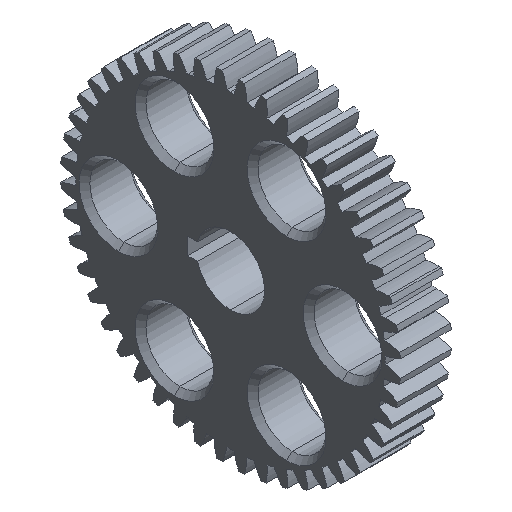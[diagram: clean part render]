
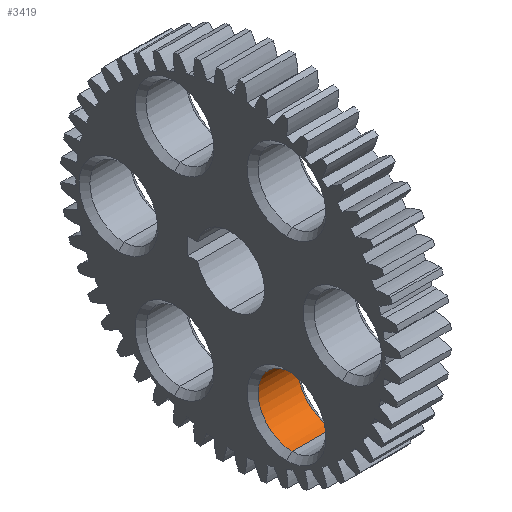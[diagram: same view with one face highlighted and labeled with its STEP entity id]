
A CAD part, isometric view. The second image highlights one B-rep face of the part: STEP entity #3419.
In plain terms, the highlighted cylindrical face has radius 6.35 mm (diameter 12.7 mm), a partial arc.
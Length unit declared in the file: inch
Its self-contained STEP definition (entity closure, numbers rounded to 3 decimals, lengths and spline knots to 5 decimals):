
#4 = CARTESIAN_POINT ( 'NONE',  ( 0., -0.4125, -0.46447 ) ) ;
#276 = LINE ( 'NONE', #5377, #3325 ) ;
#563 = ORIENTED_EDGE ( 'NONE', *, *, #3101, .T. ) ;
#612 = EDGE_CURVE ( 'NONE', #4658, #6891, #5887, .T. ) ;
#1078 = CARTESIAN_POINT ( 'NONE',  ( 0.04, -0.4125, -0.46447 ) ) ;
#1498 = DIRECTION ( 'NONE',  ( 1., 0., 0. ) ) ;
#2131 = CARTESIAN_POINT ( 'NONE',  ( 0.335, -0.4125, -0.71447 ) ) ;
#2677 = EDGE_CURVE ( 'NONE', #3564, #4477, #276, .T. ) ;
#2710 = CIRCLE ( 'NONE', #4894, 0.25 ) ;
#2749 = DIRECTION ( 'NONE',  ( -1., 0., 0. ) ) ;
#2791 = DIRECTION ( 'NONE',  ( 0., 0., 1. ) ) ;
#3027 = AXIS2_PLACEMENT_3D ( 'NONE', #6608, #2749, #7234 ) ;
#3101 = EDGE_CURVE ( 'NONE', #4477, #6891, #2710, .T. ) ;
#3325 = VECTOR ( 'NONE', #1498, 39.37008 ) ;
#3366 = ORIENTED_EDGE ( 'NONE', *, *, #3998, .T. ) ;
#3419 = ADVANCED_FACE ( 'NONE', ( #7800 ), #5958, .F. ) ;
#3564 = VERTEX_POINT ( 'NONE', #4676 ) ;
#3869 = DIRECTION ( 'NONE',  ( 0., 0., -1. ) ) ;
#3998 = EDGE_CURVE ( 'NONE', #4658, #3564, #4888, .T. ) ;
#4235 = AXIS2_PLACEMENT_3D ( 'NONE', #5852, #5163, #3869 ) ;
#4477 = VERTEX_POINT ( 'NONE', #6030 ) ;
#4519 = DIRECTION ( 'NONE',  ( 1., 0., 0. ) ) ;
#4658 = VERTEX_POINT ( 'NONE', #1078 ) ;
#4676 = CARTESIAN_POINT ( 'NONE',  ( 0.04, -0.4125, -0.96447 ) ) ;
#4888 = CIRCLE ( 'NONE', #3027, 0.25 ) ;
#4894 = AXIS2_PLACEMENT_3D ( 'NONE', #2131, #6639, #2791 ) ;
#5163 = DIRECTION ( 'NONE',  ( 1., 0., 0. ) ) ;
#5377 = CARTESIAN_POINT ( 'NONE',  ( 0., -0.4125, -0.96447 ) ) ;
#5852 = CARTESIAN_POINT ( 'NONE',  ( 0., -0.4125, -0.71447 ) ) ;
#5887 = LINE ( 'NONE', #4, #7332 ) ;
#5958 = CYLINDRICAL_SURFACE ( 'NONE', #4235, 0.25 ) ;
#6030 = CARTESIAN_POINT ( 'NONE',  ( 0.335, -0.4125, -0.96447 ) ) ;
#6184 = EDGE_LOOP ( 'NONE', ( #7053, #3366, #6371, #563 ) ) ;
#6371 = ORIENTED_EDGE ( 'NONE', *, *, #2677, .T. ) ;
#6608 = CARTESIAN_POINT ( 'NONE',  ( 0.04, -0.4125, -0.71447 ) ) ;
#6639 = DIRECTION ( 'NONE',  ( 1., 0., 0. ) ) ;
#6891 = VERTEX_POINT ( 'NONE', #8146 ) ;
#7053 = ORIENTED_EDGE ( 'NONE', *, *, #612, .F. ) ;
#7234 = DIRECTION ( 'NONE',  ( 0., 0., -1. ) ) ;
#7332 = VECTOR ( 'NONE', #4519, 39.37008 ) ;
#7800 = FACE_OUTER_BOUND ( 'NONE', #6184, .T. ) ;
#8146 = CARTESIAN_POINT ( 'NONE',  ( 0.335, -0.4125, -0.46447 ) ) ;
